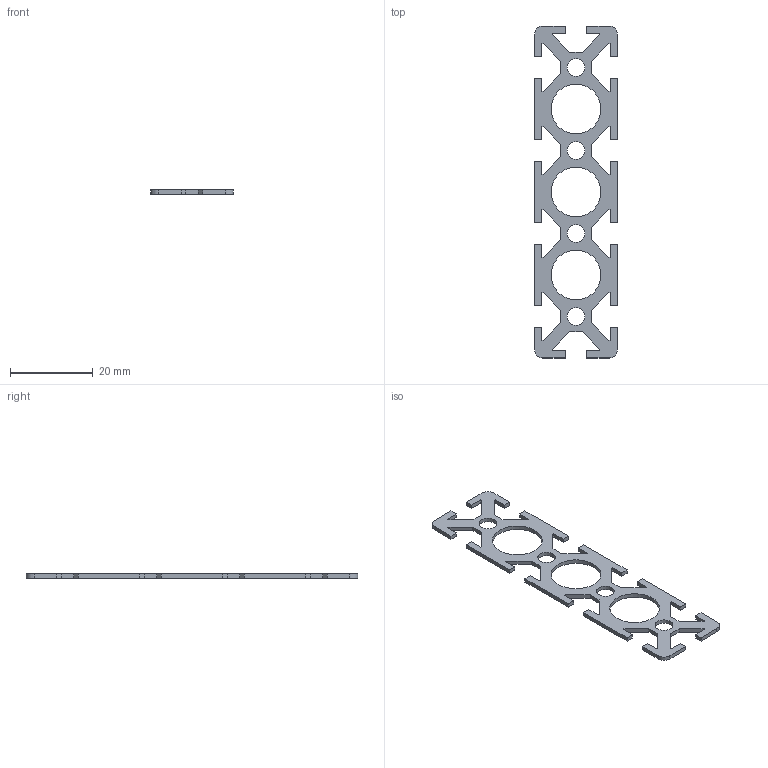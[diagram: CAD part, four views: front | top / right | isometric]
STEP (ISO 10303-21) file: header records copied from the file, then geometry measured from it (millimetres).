
FILE_DESCRIPTION((''),'2;1');
FILE_NAME('SP222_extern.ipt.step','2007-09-10T15:09:30',(''),(''),'Autodesk Inventor 11','Autodesk Inventor 11','');
FILE_SCHEMA(('AUTOMOTIVE_DESIGN { 1 0 10303 214 1 1 1 1 }'));
Length unit declared in the file: millimetre
Products named in the file (1): SP222_extern
Bounding box: 20 x 80 x 1 mm (x, y, z)
Volume: 763 mm3; surface area: 2092.8 mm2
Topology: 1 solids, 1 shells, 117 faces, 352 edges, 237 vertices
Faces by surface type: plane 106, cylinder 6, bspline 5
Full cylindrical faces by diameter (mm): 4.3 x2
Entity records: 3922 total; most frequent: CARTESIAN_POINT 771, ORIENTED_EDGE 676, DIRECTION 586, EDGE_CURVE 338, VECTOR 316, LINE 316, VERTEX_POINT 230, EDGE_LOOP 138
